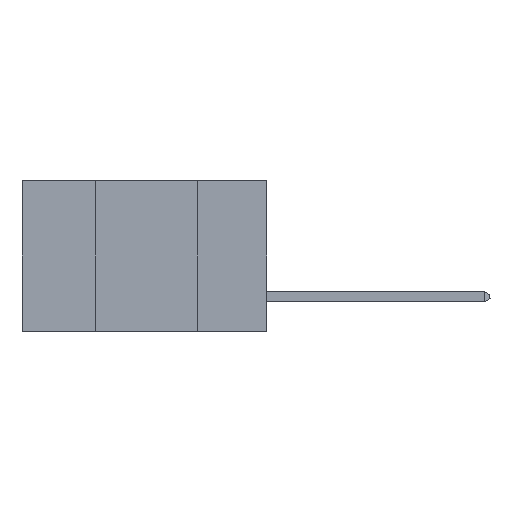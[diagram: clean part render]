
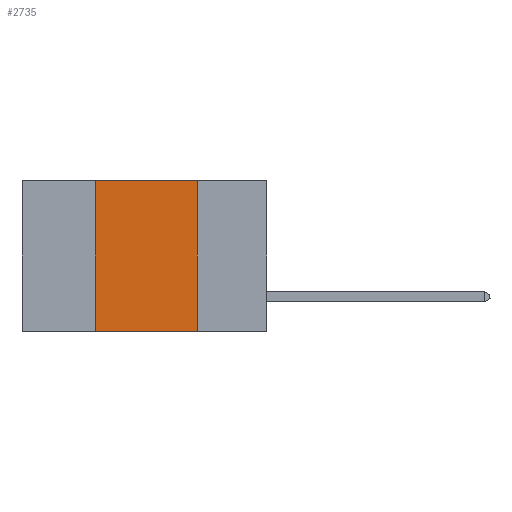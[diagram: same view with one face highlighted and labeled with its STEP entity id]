
A CAD part, left-side view. The second image highlights one B-rep face of the part: STEP entity #2735.
In plain terms, the highlighted planar face has unit normal (-1, 0, 0).
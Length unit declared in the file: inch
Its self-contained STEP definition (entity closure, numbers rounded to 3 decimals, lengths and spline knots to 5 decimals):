
#776 = LINE ( 'NONE', #6099, #7474 ) ;
#2735 = ADVANCED_FACE ( 'NONE', ( #17836 ), #19332, .F. ) ;
#3164 = VECTOR ( 'NONE', #22679, 39.37008 ) ;
#3233 = DIRECTION ( 'NONE',  ( 1., 0., 0. ) ) ;
#5091 = DIRECTION ( 'NONE',  ( 0., 0., -1. ) ) ;
#5240 = EDGE_CURVE ( 'NONE', #15352, #20025, #776, .T. ) ;
#5248 = CARTESIAN_POINT ( 'NONE',  ( 0., 0.6, 0. ) ) ;
#5295 = EDGE_CURVE ( 'NONE', #7624, #9087, #14376, .T. ) ;
#5687 = DIRECTION ( 'NONE',  ( 0., 0., -1. ) ) ;
#5698 = EDGE_CURVE ( 'NONE', #9087, #20025, #6033, .T. ) ;
#6033 = LINE ( 'NONE', #14679, #8261 ) ;
#6099 = CARTESIAN_POINT ( 'NONE',  ( 0., 0.6, -0.37 ) ) ;
#6151 = EDGE_LOOP ( 'NONE', ( #17419, #17004, #20844, #20928 ) ) ;
#6771 = CARTESIAN_POINT ( 'NONE',  ( 0., 0.42, 0. ) ) ;
#7180 = VECTOR ( 'NONE', #13747, 39.37008 ) ;
#7474 = VECTOR ( 'NONE', #7899, 39.37008 ) ;
#7624 = VERTEX_POINT ( 'NONE', #6771 ) ;
#7643 = EDGE_CURVE ( 'NONE', #15352, #7624, #20160, .T. ) ;
#7899 = DIRECTION ( 'NONE',  ( 0., -1., 0. ) ) ;
#8261 = VECTOR ( 'NONE', #5687, 39.37008 ) ;
#9087 = VERTEX_POINT ( 'NONE', #12671 ) ;
#12086 = CARTESIAN_POINT ( 'NONE',  ( 0., 0.42, 0. ) ) ;
#12671 = CARTESIAN_POINT ( 'NONE',  ( 0., 0.17, 0. ) ) ;
#13747 = DIRECTION ( 'NONE',  ( 0., -1., 0. ) ) ;
#14376 = LINE ( 'NONE', #22399, #7180 ) ;
#14679 = CARTESIAN_POINT ( 'NONE',  ( 0., 0.17, 0. ) ) ;
#15352 = VERTEX_POINT ( 'NONE', #21930 ) ;
#17004 = ORIENTED_EDGE ( 'NONE', *, *, #5295, .F. ) ;
#17419 = ORIENTED_EDGE ( 'NONE', *, *, #5698, .F. ) ;
#17836 = FACE_OUTER_BOUND ( 'NONE', #6151, .T. ) ;
#18841 = CARTESIAN_POINT ( 'NONE',  ( 0., 0.17, -0.37 ) ) ;
#19332 = PLANE ( 'NONE',  #22718 ) ;
#20025 = VERTEX_POINT ( 'NONE', #18841 ) ;
#20160 = LINE ( 'NONE', #12086, #3164 ) ;
#20844 = ORIENTED_EDGE ( 'NONE', *, *, #7643, .F. ) ;
#20928 = ORIENTED_EDGE ( 'NONE', *, *, #5240, .T. ) ;
#21930 = CARTESIAN_POINT ( 'NONE',  ( 0., 0.42, -0.37 ) ) ;
#22399 = CARTESIAN_POINT ( 'NONE',  ( 0., 0.6, 0. ) ) ;
#22679 = DIRECTION ( 'NONE',  ( 0., 0., 1. ) ) ;
#22718 = AXIS2_PLACEMENT_3D ( 'NONE', #5248, #3233, #5091 ) ;
